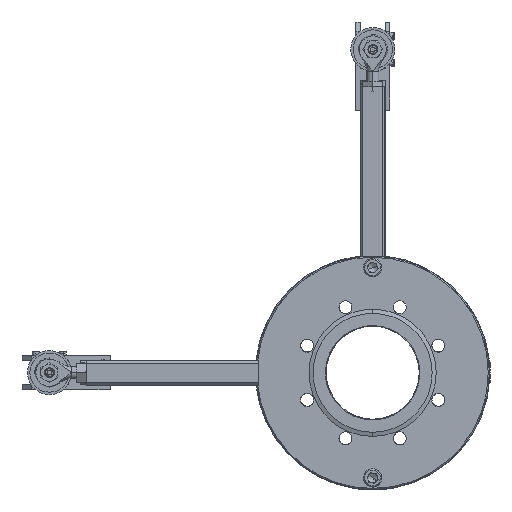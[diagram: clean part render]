
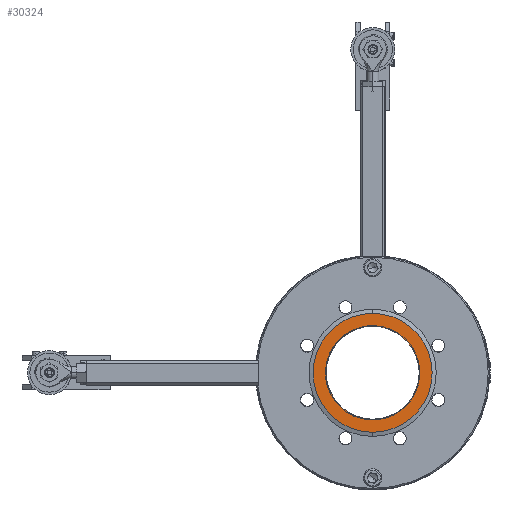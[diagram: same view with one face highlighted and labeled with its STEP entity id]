
A CAD part, front view. The second image highlights one B-rep face of the part: STEP entity #30324.
In plain terms, the highlighted planar face has unit normal (0, -1, 0).
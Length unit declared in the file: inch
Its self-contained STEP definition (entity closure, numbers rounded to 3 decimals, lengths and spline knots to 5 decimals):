
#398 = CARTESIAN_POINT ( 'NONE',  ( -0.0253, -2.259, -1.1895 ) ) ;
#1478 = CARTESIAN_POINT ( 'NONE',  ( -0.0253, -2.259, -1.5195 ) ) ;
#5317 = AXIS2_PLACEMENT_3D ( 'NONE', #6040, #6055, #6056 ) ;
#6040 = CARTESIAN_POINT ( 'NONE',  ( 1.4947, -2.259, 0.0005 ) ) ;
#6042 = PLANE ( 'NONE',  #5317 ) ;
#6055 = DIRECTION ( 'NONE',  ( 0., -1., 0. ) ) ;
#6056 = DIRECTION ( 'NONE',  ( 0., 0., -1. ) ) ;
#7373 = AXIS2_PLACEMENT_3D ( 'NONE', #13047, #12832, #12835 ) ;
#7378 = AXIS2_PLACEMENT_3D ( 'NONE', #12836, #13228, #13226 ) ;
#7380 = AXIS2_PLACEMENT_3D ( 'NONE', #13105, #12833, #13236 ) ;
#9070 = AXIS2_PLACEMENT_3D ( 'NONE', #30917, #30844, #30846 ) ;
#10598 = FACE_BOUND ( 'NONE', #28829, .T. ) ;
#10617 = FACE_OUTER_BOUND ( 'NONE', #28789, .T. ) ;
#12832 = DIRECTION ( 'NONE',  ( 0., -1., 0. ) ) ;
#12833 = DIRECTION ( 'NONE',  ( 0., -1., 0. ) ) ;
#12835 = DIRECTION ( 'NONE',  ( 0., 0., -1. ) ) ;
#12836 = CARTESIAN_POINT ( 'NONE',  ( -0.0253, -2.259, 0.0005 ) ) ;
#13047 = CARTESIAN_POINT ( 'NONE',  ( -0.0253, -2.259, 0.0005 ) ) ;
#13105 = CARTESIAN_POINT ( 'NONE',  ( -0.0253, -2.259, 0.0005 ) ) ;
#13226 = DIRECTION ( 'NONE',  ( 0., 0., -1. ) ) ;
#13228 = DIRECTION ( 'NONE',  ( 0., -1., 0. ) ) ;
#13236 = DIRECTION ( 'NONE',  ( 0., 0., -1. ) ) ;
#13336 = CARTESIAN_POINT ( 'NONE',  ( -0.0253, -2.259, 1.5205 ) ) ;
#13432 = CARTESIAN_POINT ( 'NONE',  ( -0.0253, -2.259, 1.1905 ) ) ;
#13997 = EDGE_CURVE ( 'NONE', #24317, #25061, #33684, .T. ) ;
#19386 = CIRCLE ( 'NONE', #7373, 1.19 ) ;
#19464 = CIRCLE ( 'NONE', #7378, 1.19 ) ;
#19567 = CIRCLE ( 'NONE', #7380, 1.52 ) ;
#22540 = EDGE_CURVE ( 'NONE', #24465, #25071, #19464, .T. ) ;
#22543 = EDGE_CURVE ( 'NONE', #25071, #24465, #19386, .T. ) ;
#22544 = EDGE_CURVE ( 'NONE', #25061, #24317, #19567, .T. ) ;
#24317 = VERTEX_POINT ( 'NONE', #13336 ) ;
#24465 = VERTEX_POINT ( 'NONE', #13432 ) ;
#25061 = VERTEX_POINT ( 'NONE', #1478 ) ;
#25071 = VERTEX_POINT ( 'NONE', #398 ) ;
#26985 = ORIENTED_EDGE ( 'NONE', *, *, #13997, .T. ) ;
#26990 = ORIENTED_EDGE ( 'NONE', *, *, #22544, .T. ) ;
#27258 = ORIENTED_EDGE ( 'NONE', *, *, #22543, .F. ) ;
#27260 = ORIENTED_EDGE ( 'NONE', *, *, #22540, .F. ) ;
#28789 = EDGE_LOOP ( 'NONE', ( #26990, #26985 ) ) ;
#28829 = EDGE_LOOP ( 'NONE', ( #27260, #27258 ) ) ;
#30324 = ADVANCED_FACE ( 'NONE', ( #10598, #10617 ), #6042, .T. ) ;
#30844 = DIRECTION ( 'NONE',  ( 0., -1., 0. ) ) ;
#30846 = DIRECTION ( 'NONE',  ( 0., 0., -1. ) ) ;
#30917 = CARTESIAN_POINT ( 'NONE',  ( -0.0253, -2.259, 0.0005 ) ) ;
#33684 = CIRCLE ( 'NONE', #9070, 1.52 ) ;
